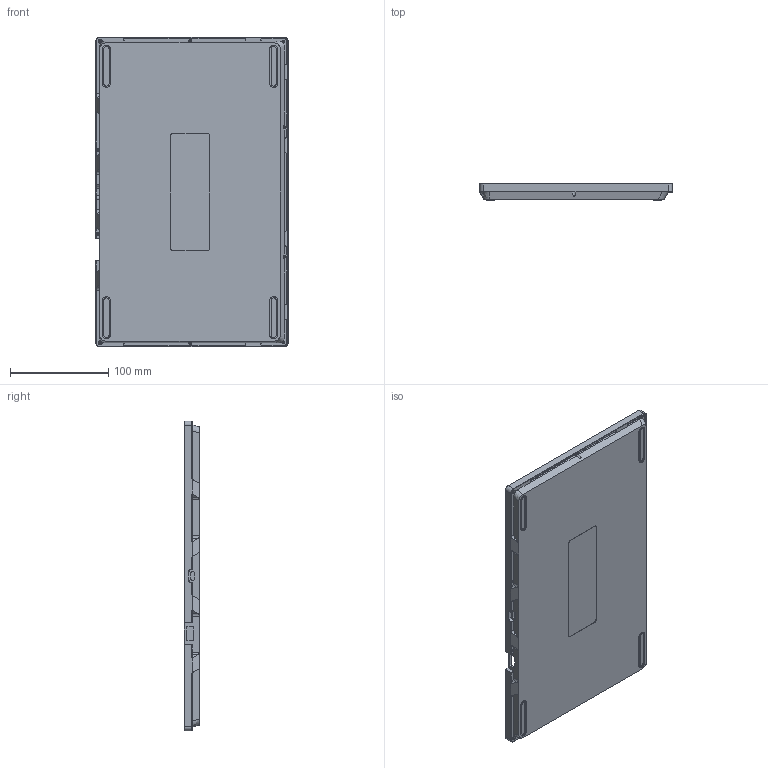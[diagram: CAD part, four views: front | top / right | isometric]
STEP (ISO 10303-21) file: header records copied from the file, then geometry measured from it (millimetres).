
FILE_DESCRIPTION(/* description */ (''),/* implementation_level */ '2;1');
FILE_NAME(/* name */ 'BottomFrame.stp',/* time_stamp */ '2025-01-10T13:02:36+08:00',/* author */ ('nicx5'),/* organization */ (''),/* preprocessor_version */ 'ST-DEVELOPER v19.2',/* originating_system */ 'Autodesk Inventor 2024',/* authorisation */ '');
FILE_SCHEMA (('AUTOMOTIVE_DESIGN { 1 0 10303 214 3 1 1 }'));
Length unit declared in the file: millimetre
Products named in the file (1): BottomFrame
Bounding box: 196 x 15.85 x 316 mm (x, y, z)
Volume: 266840.1 mm3; surface area: 155541.9 mm2
Topology: 1 solids, 1 shells, 370 faces, 910 edges, 590 vertices
Faces by surface type: plane 186, cylinder 166, torus 10, bspline 6, sphere 2
Full cylindrical faces by diameter (mm): 2.013 x11, 2.15 x10, 4 x2, 21.5 x16, 26 x1
Entity records: 11139 total; most frequent: DIRECTION 1992, CARTESIAN_POINT 1981, ORIENTED_EDGE 1820, EDGE_CURVE 910, AXIS2_PLACEMENT_3D 721, VERTEX_POINT 590, LINE 550, VECTOR 550
